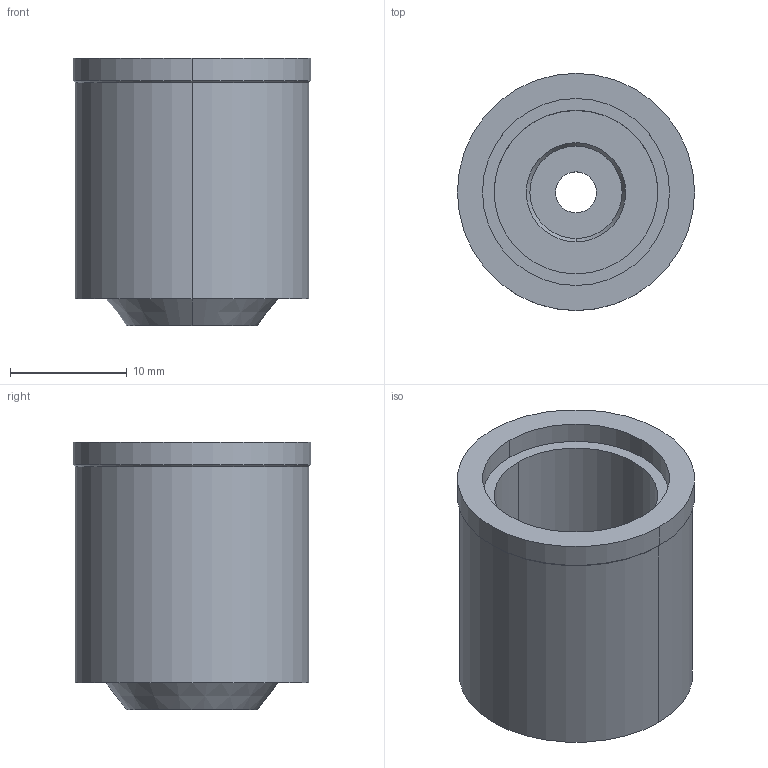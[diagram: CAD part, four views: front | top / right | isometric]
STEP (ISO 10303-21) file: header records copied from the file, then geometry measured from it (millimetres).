
FILE_DESCRIPTION((''),'2;1');
FILE_NAME('MPS6-03035','2019-04-15T',('ykawabe'),(''),'CREO PARAMETRIC BY PTC INC, 2016380','CREO PARAMETRIC BY PTC INC, 2016380','');
FILE_SCHEMA(('AUTOMOTIVE_DESIGN { 1 0 10303 214 1 1 1 1 }'));
Length unit declared in the file: millimetre
Products named in the file (1): MPS6-03035
Bounding box: 20.3 x 20.3 x 22.9 mm (x, y, z)
Volume: 4156.9 mm3; surface area: 2805.1 mm2
Topology: 1 solids, 1 shells, 28 faces, 56 edges, 36 vertices
Faces by surface type: cylinder 14, plane 8, cone 6
Entity records: 1083 total; most frequent: DIRECTION 158, CARTESIAN_POINT 127, ORIENTED_EDGE 112, AXIS2_PLACEMENT_3D 69, PRESENTATION_STYLE_ASSIGNMENT 61, STYLED_ITEM 61, CURVE_STYLE 60, EDGE_CURVE 56
